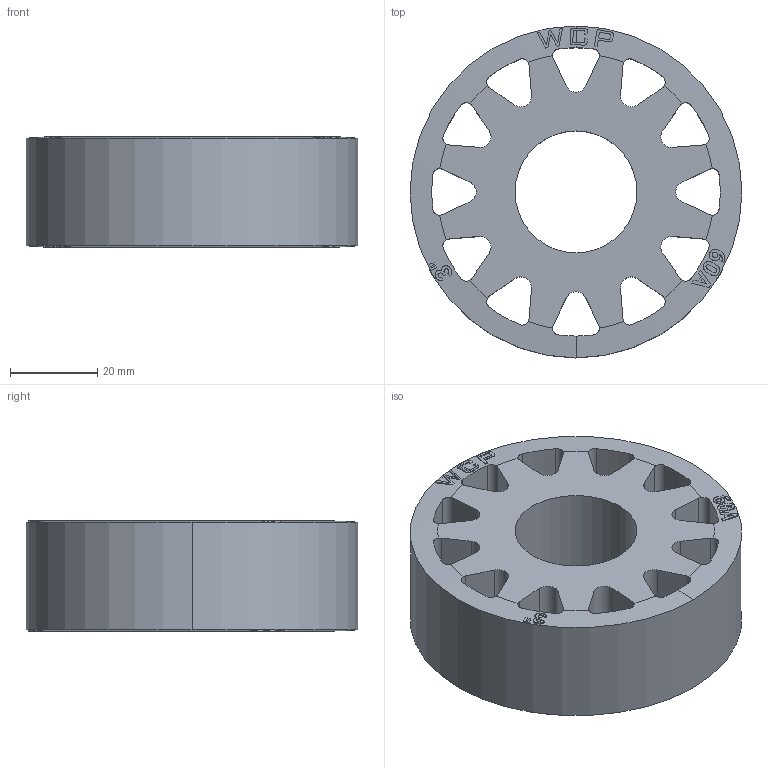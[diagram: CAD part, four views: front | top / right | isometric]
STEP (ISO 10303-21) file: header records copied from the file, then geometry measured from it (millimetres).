
FILE_DESCRIPTION (( 'STEP AP214' ), '1' );
FILE_NAME ('WCP-1360.step', '2024-05-01T20:17:26', ( '' ), ( '' ), 'SwSTEP 2.0', 'SolidWorks 2022', '' );
FILE_SCHEMA (( 'AUTOMOTIVE_DESIGN' ));
Length unit declared in the file: inch
Products named in the file (1): WCP-1360
Bounding box: 76.2 x 76.2 x 25.4 mm (x, y, z)
Volume: 76642.6 mm3; surface area: 24477 mm2
Topology: 1 solids, 1 shells, 336 faces, 1002 edges, 668 vertices
Faces by surface type: plane 182, bspline 76, cylinder 64, cone 14
Entity records: 15876 total; most frequent: CARTESIAN_POINT 7529, ORIENTED_EDGE 2004, DIRECTION 1322, EDGE_CURVE 1002, VERTEX_POINT 668, VECTOR 496, LINE 496, AXIS2_PLACEMENT_3D 413
